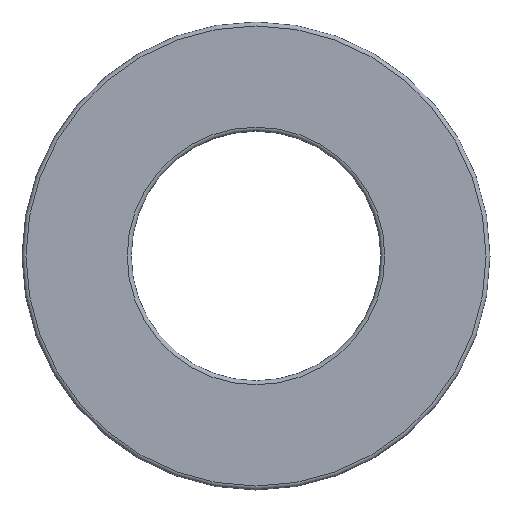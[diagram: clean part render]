
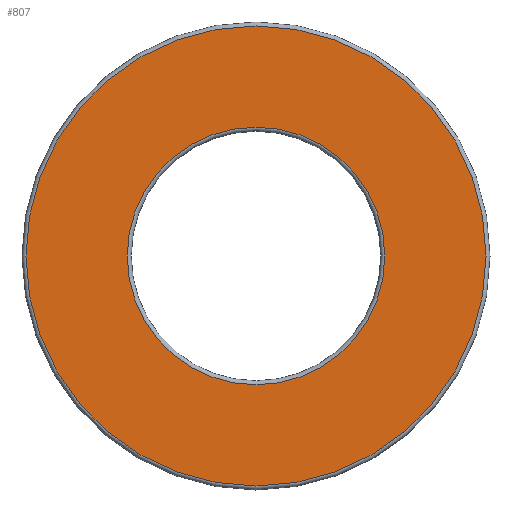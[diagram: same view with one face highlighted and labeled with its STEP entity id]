
A CAD part, left-side view. The second image highlights one B-rep face of the part: STEP entity #807.
In plain terms, the highlighted planar face has unit normal (-1, 0, 0).
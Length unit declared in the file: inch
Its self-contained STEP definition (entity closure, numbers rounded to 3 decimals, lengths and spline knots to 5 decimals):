
#12 = CARTESIAN_POINT ( 'NONE',  ( -0.3125, 0., 1.15188 ) ) ;
#40 = EDGE_CURVE ( 'NONE', #1366, #1366, #636, .T. ) ;
#109 = DIRECTION ( 'NONE',  ( -1., 0., 0. ) ) ;
#114 = CARTESIAN_POINT ( 'NONE',  ( -0.3125, 0., 0. ) ) ;
#434 = DIRECTION ( 'NONE',  ( 1., 0., 0. ) ) ;
#450 = VERTEX_POINT ( 'NONE', #581 ) ;
#470 = ORIENTED_EDGE ( 'NONE', *, *, #40, .T. ) ;
#483 = AXIS2_PLACEMENT_3D ( 'NONE', #114, #1018, #565 ) ;
#538 = FACE_OUTER_BOUND ( 'NONE', #1111, .T. ) ;
#543 = CARTESIAN_POINT ( 'NONE',  ( -0.3125, 0., 0. ) ) ;
#562 = AXIS2_PLACEMENT_3D ( 'NONE', #1463, #434, #1004 ) ;
#565 = DIRECTION ( 'NONE',  ( 0., 0., 1. ) ) ;
#581 = CARTESIAN_POINT ( 'NONE',  ( -0.3125, 0., 0.645 ) ) ;
#636 = CIRCLE ( 'NONE', #1126, 1.15188 ) ;
#650 = EDGE_CURVE ( 'NONE', #450, #450, #1417, .T. ) ;
#664 = DIRECTION ( 'NONE',  ( 0., 0., 1. ) ) ;
#713 = EDGE_LOOP ( 'NONE', ( #841 ) ) ;
#807 = ADVANCED_FACE ( 'NONE', ( #868, #538 ), #1231, .F. ) ;
#841 = ORIENTED_EDGE ( 'NONE', *, *, #650, .F. ) ;
#868 = FACE_BOUND ( 'NONE', #713, .T. ) ;
#1004 = DIRECTION ( 'NONE',  ( 0., 0., -1. ) ) ;
#1018 = DIRECTION ( 'NONE',  ( -1., 0., 0. ) ) ;
#1111 = EDGE_LOOP ( 'NONE', ( #470 ) ) ;
#1126 = AXIS2_PLACEMENT_3D ( 'NONE', #543, #109, #664 ) ;
#1231 = PLANE ( 'NONE',  #562 ) ;
#1366 = VERTEX_POINT ( 'NONE', #12 ) ;
#1417 = CIRCLE ( 'NONE', #483, 0.645 ) ;
#1463 = CARTESIAN_POINT ( 'NONE',  ( -0.3125, 0., 0. ) ) ;
